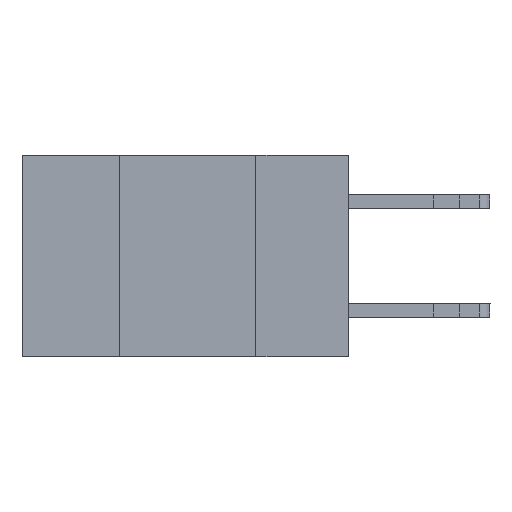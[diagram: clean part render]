
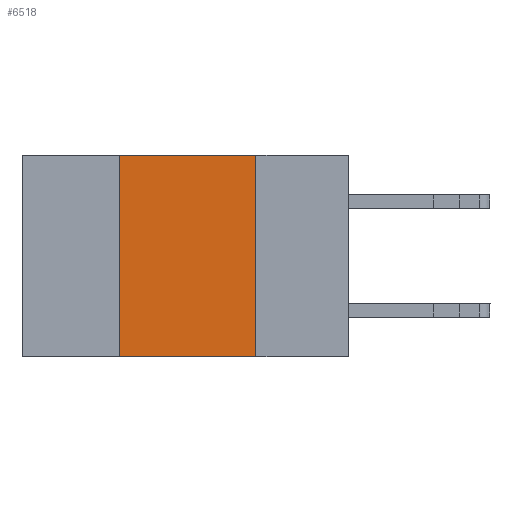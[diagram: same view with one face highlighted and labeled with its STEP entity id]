
A CAD part, left-side view. The second image highlights one B-rep face of the part: STEP entity #6518.
In plain terms, the highlighted planar face has unit normal (-1, 0, 0).
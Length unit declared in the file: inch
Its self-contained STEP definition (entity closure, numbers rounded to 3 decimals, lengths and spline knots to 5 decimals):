
#128 = DIRECTION ( 'NONE',  ( 0., 0., -1. ) ) ;
#137 = ORIENTED_EDGE ( 'NONE', *, *, #10491, .F. ) ;
#351 = EDGE_LOOP ( 'NONE', ( #137, #6061, #2243, #3689 ) ) ;
#574 = DIRECTION ( 'NONE',  ( 1., 0., 0. ) ) ;
#2243 = ORIENTED_EDGE ( 'NONE', *, *, #9144, .F. ) ;
#2463 = VECTOR ( 'NONE', #5402, 39.37008 ) ;
#3036 = CARTESIAN_POINT ( 'NONE',  ( 0., 0.42, 0. ) ) ;
#3668 = CARTESIAN_POINT ( 'NONE',  ( 0., 0.6, 0. ) ) ;
#3689 = ORIENTED_EDGE ( 'NONE', *, *, #8507, .T. ) ;
#3842 = CARTESIAN_POINT ( 'NONE',  ( 0., 0.17, -0.37 ) ) ;
#4165 = CARTESIAN_POINT ( 'NONE',  ( 0., 0.6, -0.37 ) ) ;
#5402 = DIRECTION ( 'NONE',  ( 0., -1., 0. ) ) ;
#5553 = VERTEX_POINT ( 'NONE', #13885 ) ;
#5987 = VERTEX_POINT ( 'NONE', #3036 ) ;
#6061 = ORIENTED_EDGE ( 'NONE', *, *, #9820, .F. ) ;
#6063 = DIRECTION ( 'NONE',  ( 0., -1., 0. ) ) ;
#6087 = VECTOR ( 'NONE', #6063, 39.37008 ) ;
#6323 = PLANE ( 'NONE',  #11487 ) ;
#6518 = ADVANCED_FACE ( 'NONE', ( #7785 ), #6323, .F. ) ;
#7431 = VERTEX_POINT ( 'NONE', #9656 ) ;
#7785 = FACE_OUTER_BOUND ( 'NONE', #351, .T. ) ;
#8507 = EDGE_CURVE ( 'NONE', #7431, #9167, #8657, .T. ) ;
#8548 = CARTESIAN_POINT ( 'NONE',  ( 0., 0.17, -0.37 ) ) ;
#8657 = LINE ( 'NONE', #4165, #2463 ) ;
#8662 = LINE ( 'NONE', #11455, #13681 ) ;
#8792 = LINE ( 'NONE', #3668, #6087 ) ;
#9144 = EDGE_CURVE ( 'NONE', #7431, #5987, #8662, .T. ) ;
#9167 = VERTEX_POINT ( 'NONE', #8548 ) ;
#9237 = DIRECTION ( 'NONE',  ( 0., 0., -1. ) ) ;
#9656 = CARTESIAN_POINT ( 'NONE',  ( 0., 0.42, -0.37 ) ) ;
#9710 = LINE ( 'NONE', #3842, #12080 ) ;
#9820 = EDGE_CURVE ( 'NONE', #5987, #5553, #8792, .T. ) ;
#10491 = EDGE_CURVE ( 'NONE', #5553, #9167, #9710, .T. ) ;
#10501 = DIRECTION ( 'NONE',  ( 0., 0., 1. ) ) ;
#11455 = CARTESIAN_POINT ( 'NONE',  ( 0., 0.42, -0.37 ) ) ;
#11487 = AXIS2_PLACEMENT_3D ( 'NONE', #13386, #574, #128 ) ;
#12080 = VECTOR ( 'NONE', #9237, 39.37008 ) ;
#13386 = CARTESIAN_POINT ( 'NONE',  ( 0., 0.6, 0. ) ) ;
#13681 = VECTOR ( 'NONE', #10501, 39.37008 ) ;
#13885 = CARTESIAN_POINT ( 'NONE',  ( 0., 0.17, 0. ) ) ;
